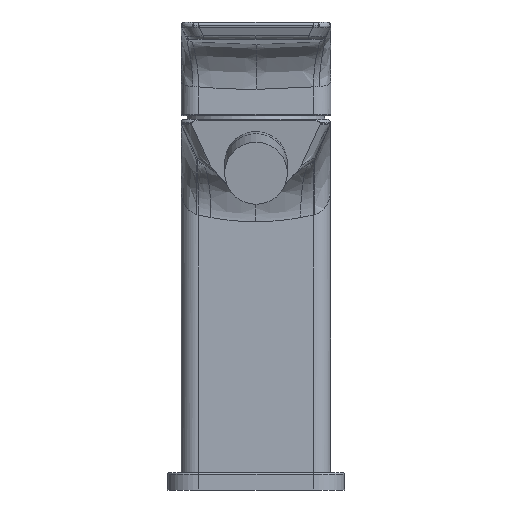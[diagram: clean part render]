
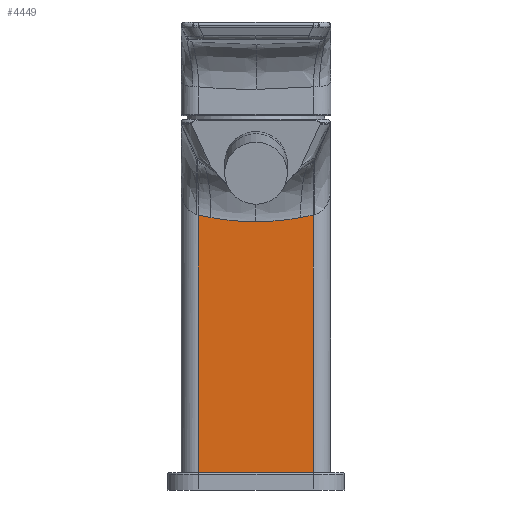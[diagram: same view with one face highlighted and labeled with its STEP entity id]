
A CAD part, front view. The second image highlights one B-rep face of the part: STEP entity #4449.
In plain terms, the highlighted face is planar.
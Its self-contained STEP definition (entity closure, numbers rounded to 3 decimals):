
#280=B_SPLINE_CURVE_WITH_KNOTS('',3,(#16891,#16892,#16893,#16894,#16895,
#16896),.UNSPECIFIED.,.F.,.F.,(4,1,1,4),(0.,0.333,0.667,
1.),.UNSPECIFIED.);
#281=B_SPLINE_CURVE_WITH_KNOTS('',3,(#16902,#16903,#16904,#16905,#16906,
#16907),.UNSPECIFIED.,.F.,.F.,(4,1,1,4),(0.,0.333,0.667,
1.),.UNSPECIFIED.);
#561=LINE('',#16860,#784);
#564=LINE('',#16889,#787);
#565=LINE('',#16908,#788);
#784=VECTOR('',#6016,33.);
#787=VECTOR('',#6045,74.054);
#788=VECTOR('',#6050,74.053);
#1168=FACE_OUTER_BOUND('',#1475,.T.);
#1475=EDGE_LOOP('',(#3814,#3815,#3816,#3817,#3818,#3819,#3820));
#1752=CIRCLE('',#4997,71.228);
#1753=CIRCLE('',#4998,71.228);
#2093=VERTEX_POINT('',#16858);
#2094=VERTEX_POINT('',#16859);
#2107=VERTEX_POINT('',#16888);
#2108=VERTEX_POINT('',#16890);
#2109=VERTEX_POINT('',#16897);
#2110=VERTEX_POINT('',#16899);
#2111=VERTEX_POINT('',#16901);
#2677=EDGE_CURVE('',#2093,#2094,#561,.T.);
#2692=EDGE_CURVE('',#2107,#2093,#564,.T.);
#2693=EDGE_CURVE('',#2107,#2108,#280,.T.);
#2694=EDGE_CURVE('',#2108,#2109,#1752,.T.);
#2695=EDGE_CURVE('',#2109,#2110,#1753,.T.);
#2696=EDGE_CURVE('',#2111,#2110,#281,.T.);
#2697=EDGE_CURVE('',#2094,#2111,#565,.T.);
#3814=ORIENTED_EDGE('',*,*,#2677,.F.);
#3815=ORIENTED_EDGE('',*,*,#2692,.F.);
#3816=ORIENTED_EDGE('',*,*,#2693,.T.);
#3817=ORIENTED_EDGE('',*,*,#2694,.T.);
#3818=ORIENTED_EDGE('',*,*,#2695,.T.);
#3819=ORIENTED_EDGE('',*,*,#2696,.F.);
#3820=ORIENTED_EDGE('',*,*,#2697,.F.);
#4224=PLANE('',#4996);
#4449=ADVANCED_FACE('',(#1168),#4224,.F.);
#4996=AXIS2_PLACEMENT_3D('',#16887,#6043,#6044);
#4997=AXIS2_PLACEMENT_3D('',#16898,#6046,#6047);
#4998=AXIS2_PLACEMENT_3D('',#16900,#6048,#6049);
#6016=DIRECTION('',(-1.,0.,0.));
#6043=DIRECTION('center_axis',(0.,0.,
-1.));
#6044=DIRECTION('ref_axis',(-1.,0.,0.));
#6045=DIRECTION('',(0.,-1.,0.));
#6046=DIRECTION('center_axis',(0.,0.,
-1.));
#6047=DIRECTION('ref_axis',(0.,-1.,0.));
#6048=DIRECTION('center_axis',(0.,0.,
-1.));
#6049=DIRECTION('ref_axis',(-0.181,-0.984,0.));
#6050=DIRECTION('',(0.,1.,0.));
#16858=CARTESIAN_POINT('',(-80.636,53.905,58.416));
#16859=CARTESIAN_POINT('',(-113.636,53.905,58.416));
#16860=CARTESIAN_POINT('',(-80.636,53.905,58.416));
#16887=CARTESIAN_POINT('Origin',(-118.636,155.405,58.416));
#16888=CARTESIAN_POINT('',(-80.635,127.959,58.416));
#16889=CARTESIAN_POINT('',(-80.635,127.959,58.416));
#16890=CARTESIAN_POINT('',(-84.255,127.181,58.416));
#16891=CARTESIAN_POINT('Ctrl Pts',(-80.635,127.959,58.416));
#16892=CARTESIAN_POINT('Ctrl Pts',(-81.009,127.875,58.416));
#16893=CARTESIAN_POINT('Ctrl Pts',(-81.775,127.704,58.416));
#16894=CARTESIAN_POINT('Ctrl Pts',(-82.979,127.428,58.416));
#16895=CARTESIAN_POINT('Ctrl Pts',(-83.823,127.262,58.416));
#16896=CARTESIAN_POINT('Ctrl Pts',(-84.255,127.181,58.416));
#16897=CARTESIAN_POINT('',(-97.136,126.006,58.416));
#16898=CARTESIAN_POINT('Origin',(-97.136,197.234,58.416));
#16899=CARTESIAN_POINT('',(-110.017,127.181,58.416));
#16900=CARTESIAN_POINT('Origin',(-97.136,197.234,58.416));
#16901=CARTESIAN_POINT('',(-113.634,127.959,58.416));
#16902=CARTESIAN_POINT('Ctrl Pts',(-113.634,127.959,58.416));
#16903=CARTESIAN_POINT('Ctrl Pts',(-113.228,127.857,58.416));
#16904=CARTESIAN_POINT('Ctrl Pts',(-112.421,127.665,58.416));
#16905=CARTESIAN_POINT('Ctrl Pts',(-111.215,127.409,58.416));
#16906=CARTESIAN_POINT('Ctrl Pts',(-110.415,127.254,58.416));
#16907=CARTESIAN_POINT('Ctrl Pts',(-110.017,127.181,58.416));
#16908=CARTESIAN_POINT('',(-113.636,53.905,58.416));
